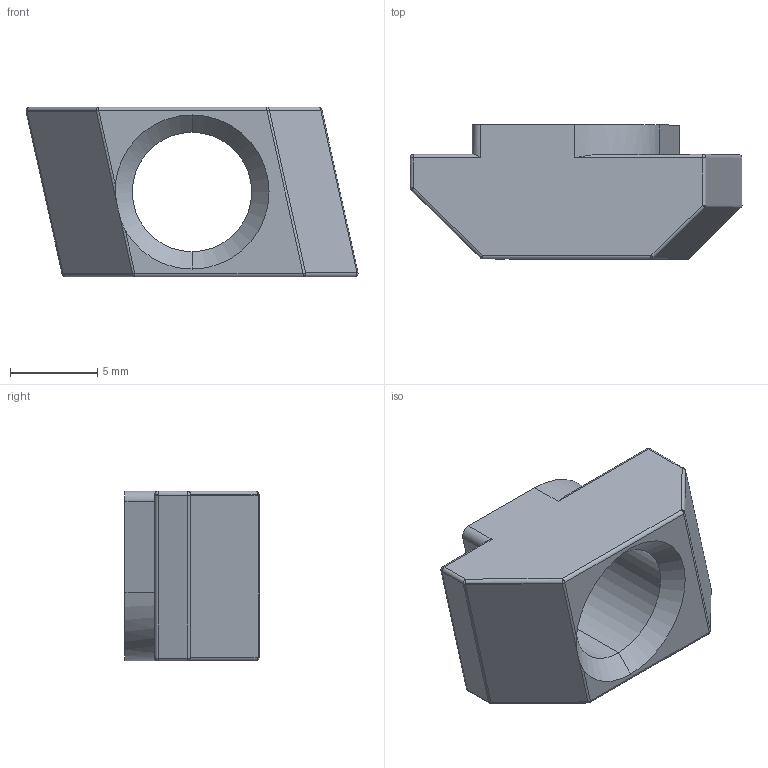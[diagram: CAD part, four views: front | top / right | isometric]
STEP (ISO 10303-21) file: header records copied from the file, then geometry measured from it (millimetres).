
FILE_DESCRIPTION (( 'STEP AP214' ), '1' );
FILE_NAME ('A483 Ðîìá-ñóõàðü Ì8, ïàç 10.STEP', '2021-06-22T08:58:34', ( '' ), ( '' ), 'SwSTEP 2.0', 'SolidWorks 2021', '' );
FILE_SCHEMA (( 'AUTOMOTIVE_DESIGN' ));
Length unit declared in the file: millimetre
Products named in the file (1): A483 Ðîìá-ñóõàðü Ì8, ïàç 10
Bounding box: 19.06 x 7.7 x 9.75 mm (x, y, z)
Volume: 716.2 mm3; surface area: 712.2 mm2
Topology: 1 solids, 1 shells, 57 faces, 135 edges, 72 vertices
Faces by surface type: cylinder 28, sphere 13, plane 12, cone 4
Entity records: 1633 total; most frequent: DIRECTION 293, CARTESIAN_POINT 293, ORIENTED_EDGE 254, EDGE_CURVE 127, AXIS2_PLACEMENT_3D 115, VERTEX_POINT 71, VECTOR 63, LINE 63
